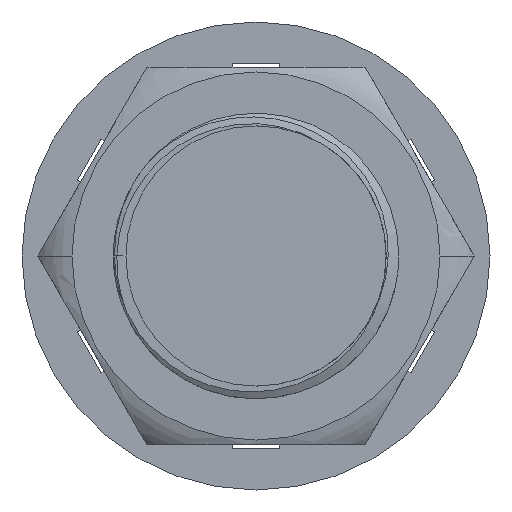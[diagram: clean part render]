
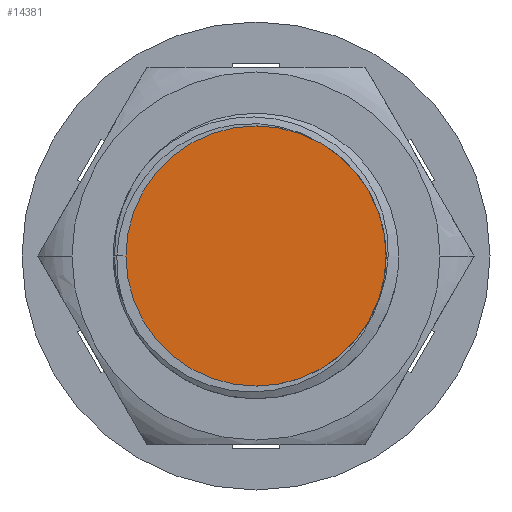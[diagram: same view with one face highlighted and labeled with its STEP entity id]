
A CAD part, front view. The second image highlights one B-rep face of the part: STEP entity #14381.
In plain terms, the highlighted planar face has unit normal (0, -1, 0).
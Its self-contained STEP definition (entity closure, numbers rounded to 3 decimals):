
#5274=CARTESIAN_POINT('',(0.,-9.,0.));
#5275=DIRECTION('',(0.,-1.,0.));
#5276=DIRECTION('',(0.,0.,-1.));
#5277=AXIS2_PLACEMENT_3D('',#5274,#5275,#5276);
#5279=CARTESIAN_POINT('',(0.,-9.,0.));
#5280=DIRECTION('',(0.,-1.,0.));
#5281=DIRECTION('',(0.,0.,1.));
#5282=AXIS2_PLACEMENT_3D('',#5279,#5280,#5281);
#5415=CARTESIAN_POINT('',(0.,-9.,-8.2));
#5416=CARTESIAN_POINT('',(0.,-9.,8.2));
#5417=VERTEX_POINT('',#5415);
#5418=VERTEX_POINT('',#5416);
#14372=CARTESIAN_POINT('',(0.,-9.,0.));
#14373=DIRECTION('',(0.,-1.,0.));
#14374=DIRECTION('',(0.,0.,-1.));
#14375=AXIS2_PLACEMENT_3D('',#14372,#14373,#14374);
#14376=PLANE('',#14375);
#14377=ORIENTED_EDGE('',*,*,#14352,.F.);
#14378=ORIENTED_EDGE('',*,*,#14366,.F.);
#14379=EDGE_LOOP('',(#14377,#14378));
#14380=FACE_OUTER_BOUND('',#14379,.F.);
#14381=ADVANCED_FACE('',(#14380),#14376,.T.);
#5278=CIRCLE('',#5277,8.2);
#5283=CIRCLE('',#5282,8.2);
#14352=EDGE_CURVE('',#5417,#5418,#5278,.T.);
#14366=EDGE_CURVE('',#5418,#5417,#5283,.T.);
